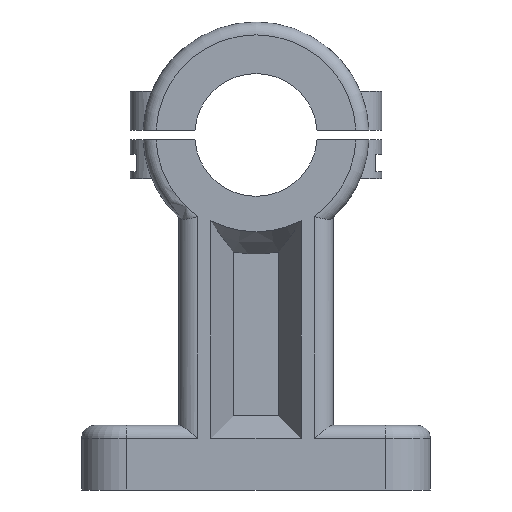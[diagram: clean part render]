
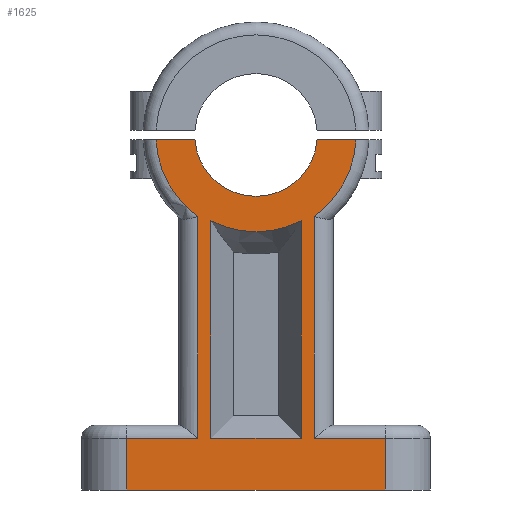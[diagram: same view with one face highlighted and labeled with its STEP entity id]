
A CAD part, front view. The second image highlights one B-rep face of the part: STEP entity #1625.
In plain terms, the highlighted planar face has unit normal (0, -1, 0).
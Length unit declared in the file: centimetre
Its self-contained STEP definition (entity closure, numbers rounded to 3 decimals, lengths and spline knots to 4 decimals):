
#42=FACE_BOUND($,#208,.T.);
#43=FACE_BOUND($,#209,.T.);
#79=PLANE($,#1727);
#208=EDGE_LOOP($,(#1099,#1100,#1101,#1102));
#209=EDGE_LOOP($,(#1103,#1104,#1105,#1106,#1107,#1108,#1109,#1110,#1111,
#1112,#1113,#1114));
#332=CIRCLE($,#1728,1.5);
#333=CIRCLE($,#1729,1.55);
#334=CIRCLE($,#1730,1.55);
#335=CIRCLE($,#1731,0.95);
#418=LINE($,#2415,#534);
#419=LINE($,#2431,#535);
#420=LINE($,#2433,#536);
#421=LINE($,#2435,#537);
#422=LINE($,#2440,#538);
#423=LINE($,#2442,#539);
#424=LINE($,#2444,#540);
#425=LINE($,#2446,#541);
#426=LINE($,#2448,#542);
#427=LINE($,#2450,#543);
#428=LINE($,#2454,#544);
#429=LINE($,#2457,#545);
#534=VECTOR($,#1914,1.);
#535=VECTOR($,#1917,1.);
#536=VECTOR($,#1918,1.);
#537=VECTOR($,#1919,1.);
#538=VECTOR($,#1924,1.);
#539=VECTOR($,#1925,1.);
#540=VECTOR($,#1926,1.);
#541=VECTOR($,#1927,1.);
#542=VECTOR($,#1928,1.);
#543=VECTOR($,#1929,1.);
#544=VECTOR($,#1932,1.);
#545=VECTOR($,#1935,1.);
#685=VERTEX_POINT($,#2403);
#686=VERTEX_POINT($,#2414);
#687=VERTEX_POINT($,#2429);
#688=VERTEX_POINT($,#2430);
#689=VERTEX_POINT($,#2432);
#690=VERTEX_POINT($,#2434);
#691=VERTEX_POINT($,#2437);
#692=VERTEX_POINT($,#2439);
#693=VERTEX_POINT($,#2441);
#694=VERTEX_POINT($,#2443);
#695=VERTEX_POINT($,#2445);
#696=VERTEX_POINT($,#2447);
#697=VERTEX_POINT($,#2449);
#698=VERTEX_POINT($,#2451);
#699=VERTEX_POINT($,#2453);
#700=VERTEX_POINT($,#2455);
#851=EDGE_CURVE($,#685,#686,#418,.T.);
#853=EDGE_CURVE($,#687,#688,#419,.T.);
#854=EDGE_CURVE($,#688,#689,#420,.T.);
#855=EDGE_CURVE($,#689,#690,#421,.T.);
#856=EDGE_CURVE($,#690,#687,#332,.T.);
#857=EDGE_CURVE($,#691,#686,#333,.T.);
#858=EDGE_CURVE($,#685,#692,#422,.T.);
#859=EDGE_CURVE($,#693,#692,#423,.T.);
#860=EDGE_CURVE($,#693,#694,#424,.T.);
#861=EDGE_CURVE($,#695,#694,#425,.T.);
#862=EDGE_CURVE($,#695,#696,#426,.T.);
#863=EDGE_CURVE($,#697,#696,#427,.T.);
#864=EDGE_CURVE($,#697,#698,#334,.T.);
#865=EDGE_CURVE($,#698,#699,#428,.T.);
#866=EDGE_CURVE($,#699,#700,#335,.T.);
#867=EDGE_CURVE($,#700,#691,#429,.T.);
#1099=ORIENTED_EDGE($,*,*,#853,.T.);
#1100=ORIENTED_EDGE($,*,*,#854,.T.);
#1101=ORIENTED_EDGE($,*,*,#855,.T.);
#1102=ORIENTED_EDGE($,*,*,#856,.T.);
#1103=ORIENTED_EDGE($,*,*,#857,.T.);
#1104=ORIENTED_EDGE($,*,*,#851,.F.);
#1105=ORIENTED_EDGE($,*,*,#858,.T.);
#1106=ORIENTED_EDGE($,*,*,#859,.F.);
#1107=ORIENTED_EDGE($,*,*,#860,.T.);
#1108=ORIENTED_EDGE($,*,*,#861,.F.);
#1109=ORIENTED_EDGE($,*,*,#862,.T.);
#1110=ORIENTED_EDGE($,*,*,#863,.F.);
#1111=ORIENTED_EDGE($,*,*,#864,.T.);
#1112=ORIENTED_EDGE($,*,*,#865,.T.);
#1113=ORIENTED_EDGE($,*,*,#866,.T.);
#1114=ORIENTED_EDGE($,*,*,#867,.T.);
#1625=ADVANCED_FACE($,(#42,#43),#79,.F.);
#1727=AXIS2_PLACEMENT_3D($,#2428,#1915,#1916);
#1728=AXIS2_PLACEMENT_3D($,#2436,#1920,#1921);
#1729=AXIS2_PLACEMENT_3D($,#2438,#1922,#1923);
#1730=AXIS2_PLACEMENT_3D($,#2452,#1930,#1931);
#1731=AXIS2_PLACEMENT_3D($,#2456,#1933,#1934);
#1914=DIRECTION($,(0.,0.,1.));
#1915=DIRECTION('center_axis',(0.,1.,0.));
#1916=DIRECTION('ref_axis',(1.,0.,0.));
#1917=DIRECTION($,(0.,0.,-1.));
#1918=DIRECTION($,(-1.,0.,0.));
#1919=DIRECTION($,(0.,0.,1.));
#1920=DIRECTION('center_axis',(0.,-1.,0.));
#1921=DIRECTION('ref_axis',(-0.467,0.,-0.884));
#1922=DIRECTION('center_axis',(0.,-1.,0.));
#1923=DIRECTION('ref_axis',(0.,0.,1.));
#1924=DIRECTION($,(-1.,0.,0.));
#1925=DIRECTION($,(0.,0.,1.));
#1926=DIRECTION($,(1.,0.,0.));
#1927=DIRECTION($,(0.,0.,-1.));
#1928=DIRECTION($,(-1.,0.,0.));
#1929=DIRECTION($,(0.,0.,-1.));
#1930=DIRECTION('center_axis',(0.,-1.,0.));
#1931=DIRECTION('ref_axis',(0.,0.,1.));
#1932=DIRECTION($,(-1.,0.,0.));
#1933=DIRECTION('center_axis',(0.,1.,0.));
#1934=DIRECTION('ref_axis',(1.,0.,0.));
#1935=DIRECTION($,(-1.,0.,0.));
#2403=CARTESIAN_POINT('',(-0.9,0.,-4.7));
#2414=CARTESIAN_POINT('',(-0.9,0.,-1.2619));
#2415=CARTESIAN_POINT($,(-0.9,0.,-1.5744));
#2428=CARTESIAN_POINT('Origin',(0.,0.,-1.875));
#2429=CARTESIAN_POINT('',(0.7,0.,-1.3266));
#2430=CARTESIAN_POINT('',(0.7,0.,-4.7));
#2431=CARTESIAN_POINT($,(0.7,0.,-3.2875));
#2432=CARTESIAN_POINT('',(-0.7,0.,-4.7));
#2433=CARTESIAN_POINT($,(-0.35,0.,-4.7));
#2434=CARTESIAN_POINT('',(-0.7,0.,-1.3266));
#2435=CARTESIAN_POINT($,(-0.7,0.,-1.6008));
#2436=CARTESIAN_POINT('Origin',(0.,0.,0.));
#2437=CARTESIAN_POINT('',(-1.5482,0.,-0.075));
#2438=CARTESIAN_POINT('Origin',(0.,0.,0.));
#2439=CARTESIAN_POINT('',(-2.,0.,-4.7));
#2440=CARTESIAN_POINT($,(-1.35,0.,-4.7));
#2441=CARTESIAN_POINT('',(-2.,0.,-5.5));
#2442=CARTESIAN_POINT($,(-2.,0.,-3.6875));
#2443=CARTESIAN_POINT('',(2.,0.,-5.5));
#2444=CARTESIAN_POINT($,(-2.7,0.,-5.5));
#2445=CARTESIAN_POINT('',(2.,0.,-4.7));
#2446=CARTESIAN_POINT($,(2.,0.,-3.1875));
#2447=CARTESIAN_POINT('',(0.9,0.,-4.7));
#2448=CARTESIAN_POINT($,(-1.35,0.,-4.7));
#2449=CARTESIAN_POINT('',(0.9,0.,-1.2619));
#2450=CARTESIAN_POINT($,(0.9,0.,-3.1875));
#2451=CARTESIAN_POINT('',(1.5482,0.,-0.075));
#2452=CARTESIAN_POINT('Origin',(0.,0.,0.));
#2453=CARTESIAN_POINT('',(0.947,0.,-0.075));
#2454=CARTESIAN_POINT($,(0.0868,0.,-0.075));
#2455=CARTESIAN_POINT('',(-0.947,0.,-0.075));
#2456=CARTESIAN_POINT('Origin',(0.,0.,0.));
#2457=CARTESIAN_POINT($,(0.0868,0.,-0.075));
